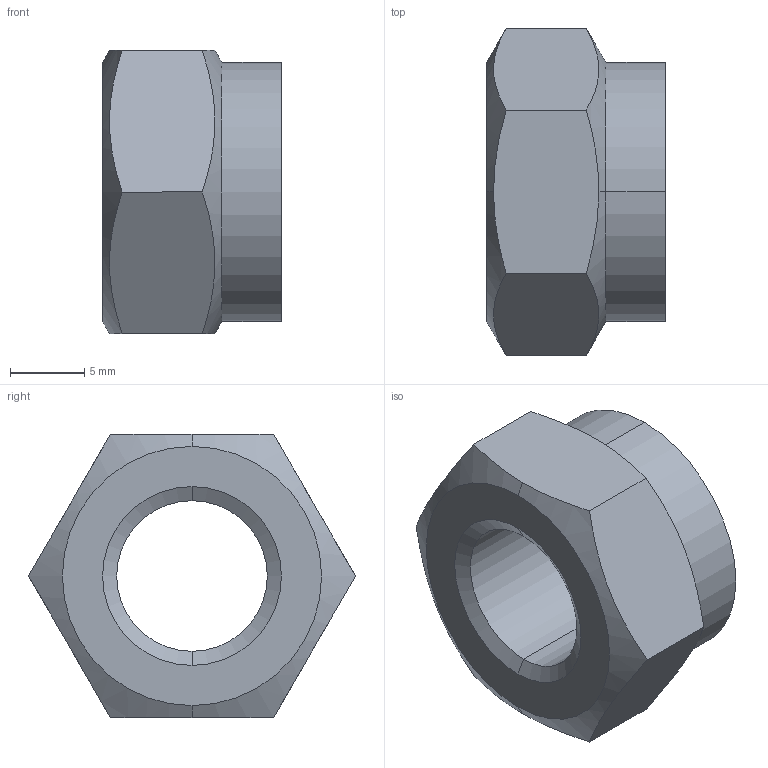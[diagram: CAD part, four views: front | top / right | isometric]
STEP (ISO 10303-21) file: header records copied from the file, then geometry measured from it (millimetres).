
FILE_DESCRIPTION (( 'STEP AP214' ), '1' );
FILE_NAME ('7250811', '2019-02-01T14:21:19', ( '' ), ('JUGARD+KÜNSTNER GmbH'), 'SwSTEP 2.0', 'SolidWorks 2017', '' );
FILE_SCHEMA (( 'AUTOMOTIVE_DESIGN' ));
Length unit declared in the file: millimetre
Products named in the file (1): 7250811_CNAJF00
Bounding box: 12 x 21.94 x 19 mm (x, y, z)
Volume: 2409 mm3; surface area: 1490.5 mm2
Topology: 1 solids, 1 shells, 20 faces, 50 edges, 32 vertices
Faces by surface type: cone 8, plane 8, cylinder 4
Entity records: 784 total; most frequent: CARTESIAN_POINT 239, ORIENTED_EDGE 100, DIRECTION 92, EDGE_CURVE 50, AXIS2_PLACEMENT_3D 37, VERTEX_POINT 32, EDGE_LOOP 22, ADVANCED_FACE 20
